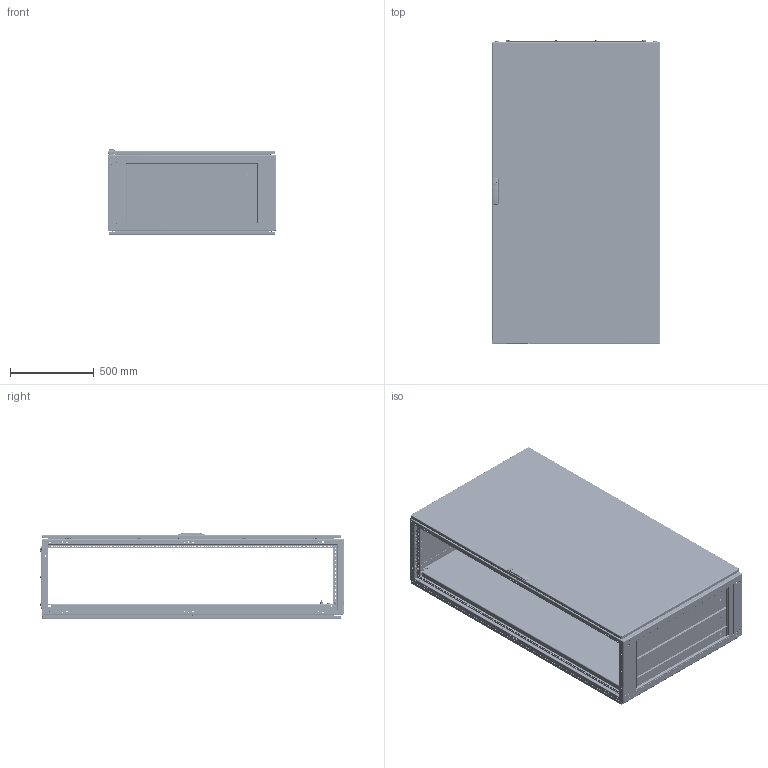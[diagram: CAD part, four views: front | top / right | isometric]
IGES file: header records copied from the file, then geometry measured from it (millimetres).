
Start section: SolidWorks IGES file using analytic representation for surfaces
Global section: file name: RS-1085.igs; native system: SolidWorks 2007; preprocessor: SolidWorks 2007; author: Homeyer; date: 091008.102014; units: millimetre
Bounding box: 1000 x 1809 x 512.94 mm (x, y, z)
Surface area: 17661463.8 mm2 (no closed solid volume)
Topology: 0 solids, 0 shells, 12406 faces, 152867 edges, 152713 vertices
Faces by surface type: bspline 7858, revolution 4548
